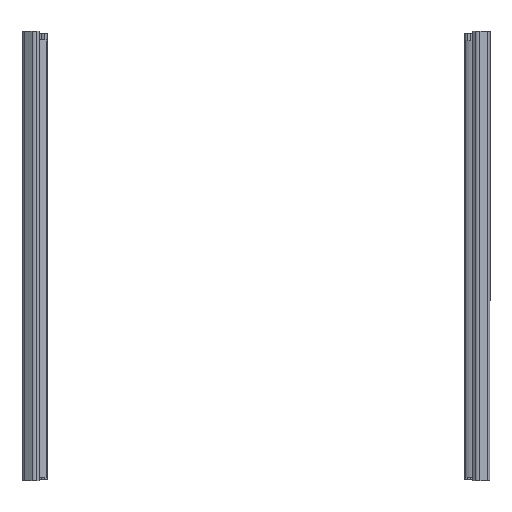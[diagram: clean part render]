
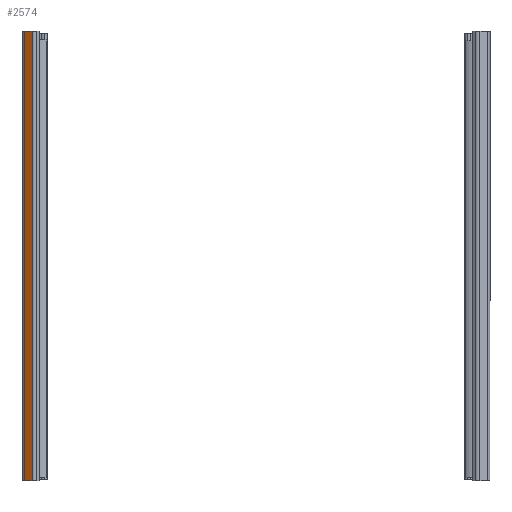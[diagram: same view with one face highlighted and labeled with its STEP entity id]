
A CAD part, front view. The second image highlights one B-rep face of the part: STEP entity #2574.
In plain terms, the highlighted planar face has unit normal (-0.542, -0.841, 0).
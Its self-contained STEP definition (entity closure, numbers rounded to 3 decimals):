
#154=PLANE('',#2850);
#237=FACE_OUTER_BOUND('',#379,.T.);
#379=EDGE_LOOP('',(#1888,#1889,#1890,#1891));
#558=LINE('',#4023,#794);
#559=LINE('',#4027,#795);
#560=LINE('',#4029,#796);
#561=LINE('',#4030,#797);
#794=VECTOR('',#3253,10.);
#795=VECTOR('',#3258,10.);
#796=VECTOR('',#3259,10.);
#797=VECTOR('',#3260,10.);
#1146=VERTEX_POINT('',#4020);
#1147=VERTEX_POINT('',#4022);
#1148=VERTEX_POINT('',#4026);
#1149=VERTEX_POINT('',#4028);
#1421=EDGE_CURVE('',#1146,#1147,#558,.T.);
#1423=EDGE_CURVE('',#1148,#1146,#559,.T.);
#1424=EDGE_CURVE('',#1149,#1148,#560,.T.);
#1425=EDGE_CURVE('',#1149,#1147,#561,.T.);
#1888=ORIENTED_EDGE('',*,*,#1421,.F.);
#1889=ORIENTED_EDGE('',*,*,#1423,.F.);
#1890=ORIENTED_EDGE('',*,*,#1424,.F.);
#1891=ORIENTED_EDGE('',*,*,#1425,.T.);
#2574=ADVANCED_FACE('',(#237),#154,.T.);
#2850=AXIS2_PLACEMENT_3D('',#4025,#3256,#3257);
#3253=DIRECTION('',(0.,0.,1.));
#3256=DIRECTION('center_axis',(-0.542,-0.84,0.));
#3257=DIRECTION('ref_axis',(-0.84,0.542,0.));
#3258=DIRECTION('',(-0.84,0.542,0.));
#3259=DIRECTION('',(0.,0.,-1.));
#3260=DIRECTION('',(-0.84,0.542,0.));
#4020=CARTESIAN_POINT('',(1.833,-22.681,-350.));
#4022=CARTESIAN_POINT('',(1.833,-22.681,0.));
#4023=CARTESIAN_POINT('',(1.833,-22.681,0.));
#4025=CARTESIAN_POINT('Origin',(7.789,-26.521,0.));
#4026=CARTESIAN_POINT('',(7.789,-26.521,-350.));
#4027=CARTESIAN_POINT('',(7.789,-26.521,-350.));
#4028=CARTESIAN_POINT('',(7.789,-26.521,0.));
#4029=CARTESIAN_POINT('',(7.789,-26.521,0.));
#4030=CARTESIAN_POINT('',(7.789,-26.521,0.));
